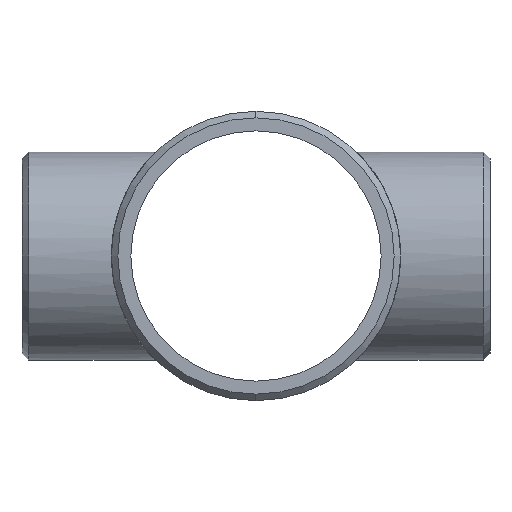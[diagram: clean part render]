
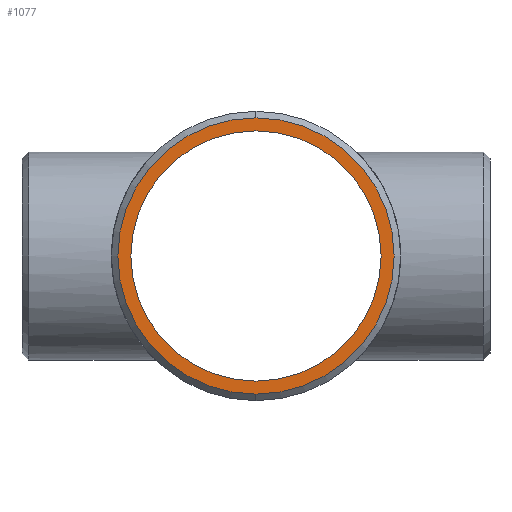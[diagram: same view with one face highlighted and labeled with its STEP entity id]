
A CAD part, left-side view. The second image highlights one B-rep face of the part: STEP entity #1077.
In plain terms, the highlighted planar face has unit normal (-1, 0, 0).
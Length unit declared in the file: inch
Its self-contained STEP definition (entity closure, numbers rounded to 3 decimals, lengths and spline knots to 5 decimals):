
#23 = ORIENTED_EDGE ( 'NONE', *, *, #362, .T. ) ;
#72 = ORIENTED_EDGE ( 'NONE', *, *, #1032, .T. ) ;
#138 = EDGE_CURVE ( 'NONE', #445, #1034, #482, .T. ) ;
#171 = VERTEX_POINT ( 'NONE', #1067 ) ;
#200 = ORIENTED_EDGE ( 'NONE', *, *, #138, .T. ) ;
#213 = DIRECTION ( 'NONE',  ( 0., 0., 1. ) ) ;
#243 = EDGE_LOOP ( 'NONE', ( #72, #23 ) ) ;
#263 = DIRECTION ( 'NONE',  ( 0., 0., 1. ) ) ;
#264 = DIRECTION ( 'NONE',  ( -1., 0., 0. ) ) ;
#291 = AXIS2_PLACEMENT_3D ( 'NONE', #875, #264, #988 ) ;
#362 = EDGE_CURVE ( 'NONE', #425, #171, #1157, .T. ) ;
#422 = CARTESIAN_POINT ( 'NONE',  ( -4.88, 0., 0. ) ) ;
#425 = VERTEX_POINT ( 'NONE', #822 ) ;
#442 = AXIS2_PLACEMENT_3D ( 'NONE', #666, #1087, #263 ) ;
#445 = VERTEX_POINT ( 'NONE', #1257 ) ;
#452 = PLANE ( 'NONE',  #929 ) ;
#482 = CIRCLE ( 'NONE', #291, 2.6565 ) ;
#544 = ORIENTED_EDGE ( 'NONE', *, *, #1329, .T. ) ;
#554 = AXIS2_PLACEMENT_3D ( 'NONE', #808, #962, #978 ) ;
#666 = CARTESIAN_POINT ( 'NONE',  ( -4.88, 0., 0. ) ) ;
#674 = CARTESIAN_POINT ( 'NONE',  ( -4.88, 0., 2.6565 ) ) ;
#679 = DIRECTION ( 'NONE',  ( -1., 0., 0. ) ) ;
#718 = DIRECTION ( 'NONE',  ( 1., 0., 0. ) ) ;
#808 = CARTESIAN_POINT ( 'NONE',  ( -4.88, 0., 0. ) ) ;
#822 = CARTESIAN_POINT ( 'NONE',  ( -4.88, 0., -2.4065 ) ) ;
#850 = FACE_OUTER_BOUND ( 'NONE', #1307, .T. ) ;
#851 = CIRCLE ( 'NONE', #554, 2.6565 ) ;
#875 = CARTESIAN_POINT ( 'NONE',  ( -4.88, 0., 0. ) ) ;
#920 = AXIS2_PLACEMENT_3D ( 'NONE', #422, #718, #213 ) ;
#929 = AXIS2_PLACEMENT_3D ( 'NONE', #1195, #679, #1081 ) ;
#962 = DIRECTION ( 'NONE',  ( -1., 0., 0. ) ) ;
#978 = DIRECTION ( 'NONE',  ( 0., 0., 1. ) ) ;
#988 = DIRECTION ( 'NONE',  ( 0., 0., 1. ) ) ;
#1032 = EDGE_CURVE ( 'NONE', #171, #425, #1166, .T. ) ;
#1034 = VERTEX_POINT ( 'NONE', #674 ) ;
#1067 = CARTESIAN_POINT ( 'NONE',  ( -4.88, 0., 2.4065 ) ) ;
#1077 = ADVANCED_FACE ( 'NONE', ( #850, #1270 ), #452, .T. ) ;
#1081 = DIRECTION ( 'NONE',  ( 0., 0., -1. ) ) ;
#1087 = DIRECTION ( 'NONE',  ( 1., 0., 0. ) ) ;
#1157 = CIRCLE ( 'NONE', #920, 2.4065 ) ;
#1166 = CIRCLE ( 'NONE', #442, 2.4065 ) ;
#1195 = CARTESIAN_POINT ( 'NONE',  ( -4.88, 0., 0. ) ) ;
#1257 = CARTESIAN_POINT ( 'NONE',  ( -4.88, 0., -2.6565 ) ) ;
#1270 = FACE_BOUND ( 'NONE', #243, .T. ) ;
#1307 = EDGE_LOOP ( 'NONE', ( #200, #544 ) ) ;
#1329 = EDGE_CURVE ( 'NONE', #1034, #445, #851, .T. ) ;
